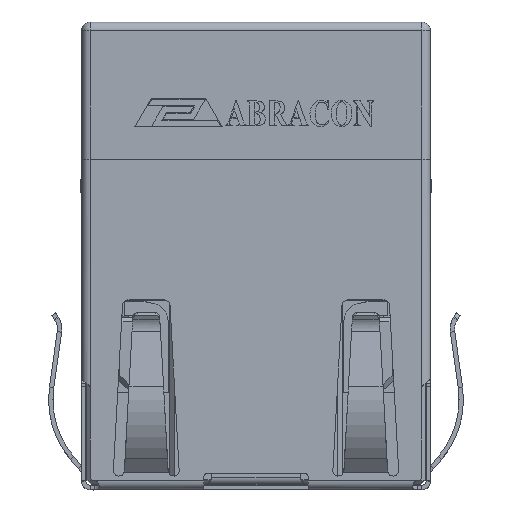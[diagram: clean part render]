
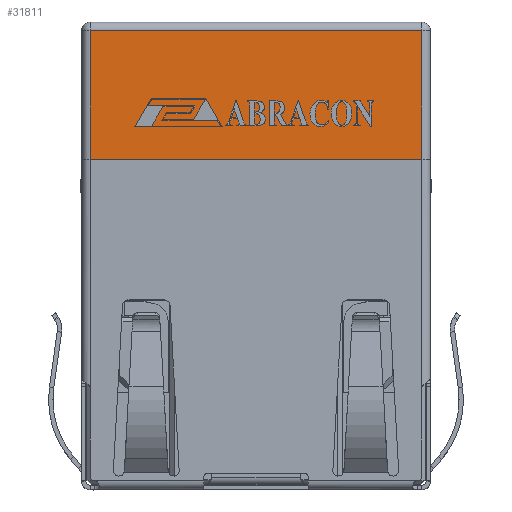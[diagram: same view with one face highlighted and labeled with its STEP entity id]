
A CAD part, top view. The second image highlights one B-rep face of the part: STEP entity #31811.
In plain terms, the highlighted face is planar.
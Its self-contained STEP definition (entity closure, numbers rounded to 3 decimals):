
#1648=PLANE('',#34402);
#3138=FACE_OUTER_BOUND('',#5022,.T.);
#5022=EDGE_LOOP('',(#27041,#27042,#27043,#27044));
#8049=LINE('',#49630,#11574);
#8148=LINE('',#49955,#11673);
#8149=LINE('',#49959,#11674);
#8150=LINE('',#49960,#11675);
#11574=VECTOR('',#40789,10.);
#11673=VECTOR('',#41044,10.);
#11674=VECTOR('',#41049,10.);
#11675=VECTOR('',#41050,10.);
#15357=VERTEX_POINT('',#49627);
#15358=VERTEX_POINT('',#49629);
#15506=VERTEX_POINT('',#49954);
#15507=VERTEX_POINT('',#49958);
#19325=EDGE_CURVE('',#15357,#15358,#8049,.T.);
#19488=EDGE_CURVE('',#15506,#15358,#8148,.T.);
#19490=EDGE_CURVE('',#15507,#15357,#8149,.T.);
#19491=EDGE_CURVE('',#15506,#15507,#8150,.T.);
#27041=ORIENTED_EDGE('',*,*,#19325,.F.);
#27042=ORIENTED_EDGE('',*,*,#19490,.F.);
#27043=ORIENTED_EDGE('',*,*,#19491,.F.);
#27044=ORIENTED_EDGE('',*,*,#19488,.T.);
#31811=ADVANCED_FACE('',(#3138),#1648,.T.);
#34402=AXIS2_PLACEMENT_3D('',#49957,#41047,#41048);
#40789=DIRECTION('',(1.,0.,0.));
#41044=DIRECTION('',(0.,0.,-1.));
#41047=DIRECTION('center_axis',(0.,1.,0.));
#41048=DIRECTION('ref_axis',(1.,0.,0.));
#41049=DIRECTION('',(0.,0.,-1.));
#41050=DIRECTION('',(-1.,0.,0.));
#49627=CARTESIAN_POINT('',(0.15,17.4,-20.65));
#49629=CARTESIAN_POINT('',(15.25,17.4,-20.65));
#49630=CARTESIAN_POINT('',(0.,17.4,-20.65));
#49954=CARTESIAN_POINT('',(15.25,17.4,-14.8));
#49955=CARTESIAN_POINT('',(15.25,17.4,-14.8));
#49957=CARTESIAN_POINT('Origin',(0.15,17.4,-14.8));
#49958=CARTESIAN_POINT('',(0.15,17.4,-14.8));
#49959=CARTESIAN_POINT('',(0.15,17.4,-14.8));
#49960=CARTESIAN_POINT('',(11.622,17.4,-14.8));
